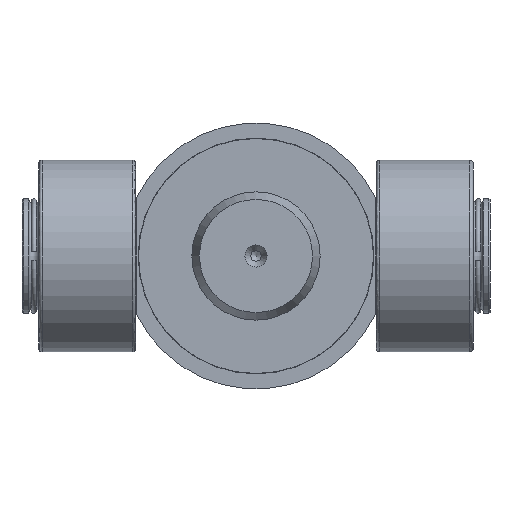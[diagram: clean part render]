
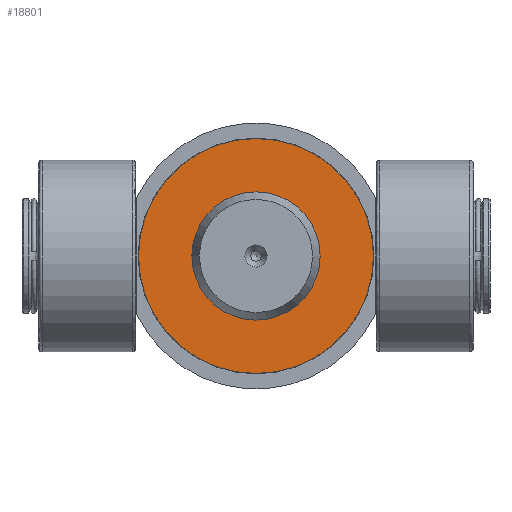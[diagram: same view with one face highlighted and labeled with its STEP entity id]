
A CAD part, front view. The second image highlights one B-rep face of the part: STEP entity #18801.
In plain terms, the highlighted face is planar.
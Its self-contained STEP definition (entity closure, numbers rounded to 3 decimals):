
#5042=PLANE('',#19746);
#5252=FACE_BOUND('',#7465,.T.);
#6290=FACE_OUTER_BOUND('',#7464,.T.);
#7464=EDGE_LOOP('',(#17733));
#7465=EDGE_LOOP('',(#17734));
#7673=CIRCLE('',#19727,34.659);
#7683=CIRCLE('',#19745,69.8);
#9514=VERTEX_POINT('',#38761);
#9524=VERTEX_POINT('',#38789);
#12252=EDGE_CURVE('',#9514,#9514,#7673,.T.);
#12262=EDGE_CURVE('',#9524,#9524,#7683,.T.);
#17733=ORIENTED_EDGE('',*,*,#12262,.F.);
#17734=ORIENTED_EDGE('',*,*,#12252,.T.);
#18801=ADVANCED_FACE('',(#6290,#5252),#5042,.T.);
#19727=AXIS2_PLACEMENT_3D('',#38762,#22961,#22962);
#19745=AXIS2_PLACEMENT_3D('',#38790,#22997,#22998);
#19746=AXIS2_PLACEMENT_3D('',#38791,#22999,#23000);
#22961=DIRECTION('center_axis',(0.,0.,-1.));
#22962=DIRECTION('ref_axis',(1.,0.,0.));
#22997=DIRECTION('center_axis',(0.,0.,-1.));
#22998=DIRECTION('ref_axis',(-1.,0.,0.));
#22999=DIRECTION('center_axis',(0.,0.,1.));
#23000=DIRECTION('ref_axis',(1.,0.,0.));
#38761=CARTESIAN_POINT('',(34.659,0.,12.));
#38762=CARTESIAN_POINT('Origin',(0.,0.,12.));
#38789=CARTESIAN_POINT('',(69.8,0.,12.));
#38790=CARTESIAN_POINT('Origin',(0.,0.,12.));
#38791=CARTESIAN_POINT('Origin',(0.,0.,
12.));
